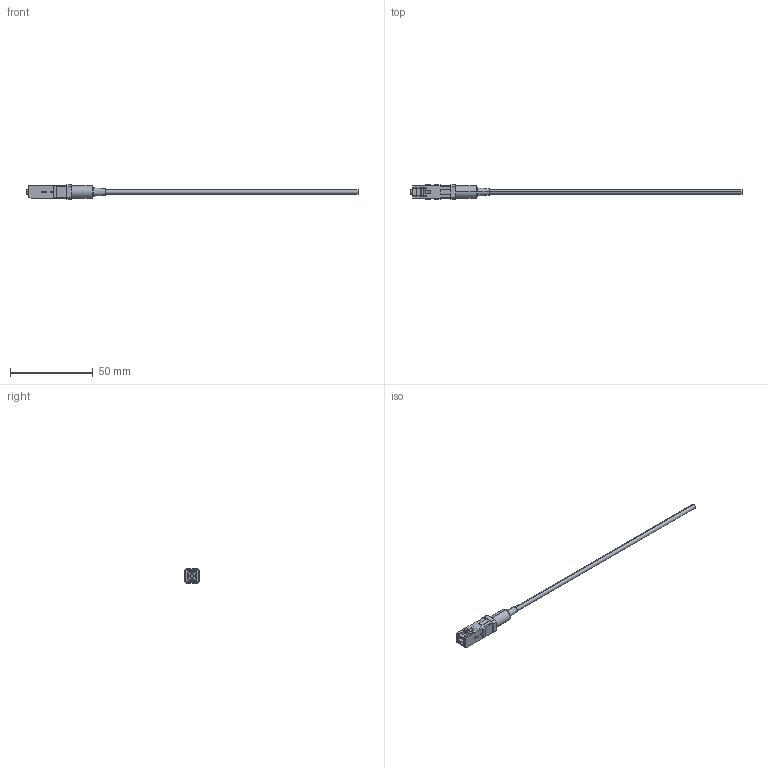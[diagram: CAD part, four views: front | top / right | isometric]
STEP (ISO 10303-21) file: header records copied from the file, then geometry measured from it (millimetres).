
FILE_DESCRIPTION (( 'STEP AP214' ), '1' );
FILE_NAME ('FPT9SNG-SCA.STEP', '2012-11-06T18:51:34', ( 'x' ), ( '' ), 'SwSTEP 2.0', 'SolidWorks 2012', '' );
FILE_SCHEMA (( 'AUTOMOTIVE_DESIGN' ));
Length unit declared in the file: inch
Products named in the file (7): 1AF04-011_PIG TAIL-SHORT BOOT; 1AY07-039; CONN-95-200-08-BP3B MA4; 1AF04-011-MA1; CONN-95-200-08-BP3B MA2; 1AL06-096; FPT9SNG-SCA
Assembly tree (6 placements, depth 3):
  FPT9SNG-SCA
    1AL06-096
    1AF04-011_PIG TAIL-SHORT BOOT
      CONN-95-200-08-BP3B MA2
      1AF04-011-MA1
      CONN-95-200-08-BP3B MA4
      1AY07-039
Bounding box: 200.19 x 8.89 x 8.89 mm (x, y, z)
Volume: 2385.6 mm3; surface area: 4670.4 mm2
Topology: 5 solids, 5 shells, 211 faces, 565 edges, 368 vertices
Faces by surface type: plane 167, cylinder 28, torus 8, cone 6, bspline 2
Entity records: 7677 total; most frequent: CARTESIAN_POINT 1318, ORIENTED_EDGE 1130, DIRECTION 1075, EDGE_CURVE 565, LINE 469, VECTOR 469, VERTEX_POINT 368, AXIS2_PLACEMENT_3D 303
